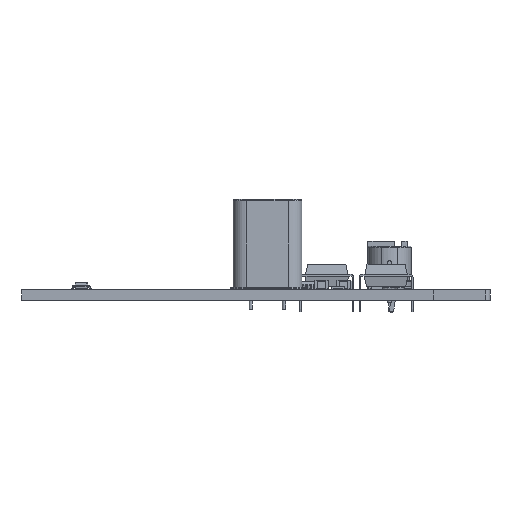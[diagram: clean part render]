
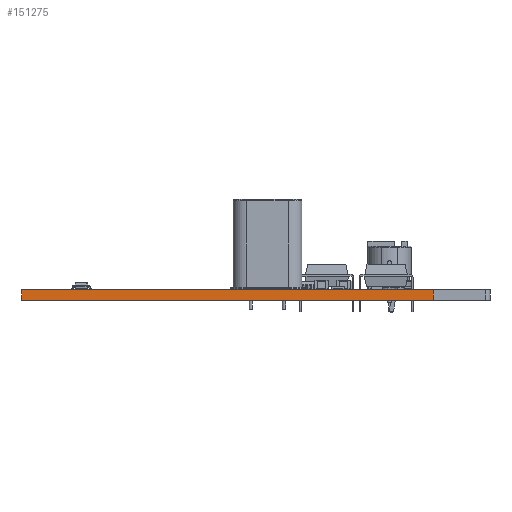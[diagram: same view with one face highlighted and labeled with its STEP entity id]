
A CAD part, front view. The second image highlights one B-rep face of the part: STEP entity #151275.
In plain terms, the highlighted planar face has unit normal (0, -1, 0).
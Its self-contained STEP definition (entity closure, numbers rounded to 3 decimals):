
#150190 = VERTEX_POINT('',#150191);
#150191 = CARTESIAN_POINT('',(86.36,-126.83,0.));
#150197 = EDGE_CURVE('',#150198,#150190,#150200,.T.);
#150198 = VERTEX_POINT('',#150199);
#150199 = CARTESIAN_POINT('',(146.36,-126.83,0.));
#150200 = LINE('',#150201,#150202);
#150201 = CARTESIAN_POINT('',(146.36,-126.83,0.));
#150202 = VECTOR('',#150203,1.);
#150203 = DIRECTION('',(-1.,0.,0.));
#150693 = VERTEX_POINT('',#150694);
#150694 = CARTESIAN_POINT('',(86.36,-126.83,1.51));
#150700 = EDGE_CURVE('',#150701,#150693,#150703,.T.);
#150701 = VERTEX_POINT('',#150702);
#150702 = CARTESIAN_POINT('',(146.36,-126.83,1.51));
#150703 = LINE('',#150704,#150705);
#150704 = CARTESIAN_POINT('',(146.36,-126.83,1.51));
#150705 = VECTOR('',#150706,1.);
#150706 = DIRECTION('',(-1.,0.,0.));
#151245 = EDGE_CURVE('',#150190,#150693,#151246,.T.);
#151246 = LINE('',#151247,#151248);
#151247 = CARTESIAN_POINT('',(86.36,-126.83,0.));
#151248 = VECTOR('',#151249,1.);
#151249 = DIRECTION('',(0.,0.,1.));
#151275 = ADVANCED_FACE('',(#151276),#151287,.T.);
#151276 = FACE_BOUND('',#151277,.T.);
#151277 = EDGE_LOOP('',(#151278,#151284,#151285,#151286));
#151278 = ORIENTED_EDGE('',*,*,#151279,.T.);
#151279 = EDGE_CURVE('',#150198,#150701,#151280,.T.);
#151280 = LINE('',#151281,#151282);
#151281 = CARTESIAN_POINT('',(146.36,-126.83,0.));
#151282 = VECTOR('',#151283,1.);
#151283 = DIRECTION('',(0.,0.,1.));
#151284 = ORIENTED_EDGE('',*,*,#150700,.T.);
#151285 = ORIENTED_EDGE('',*,*,#151245,.F.);
#151286 = ORIENTED_EDGE('',*,*,#150197,.F.);
#151287 = PLANE('',#151288);
#151288 = AXIS2_PLACEMENT_3D('',#151289,#151290,#151291);
#151289 = CARTESIAN_POINT('',(146.36,-126.83,0.));
#151290 = DIRECTION('',(0.,-1.,0.));
#151291 = DIRECTION('',(-1.,0.,0.));
